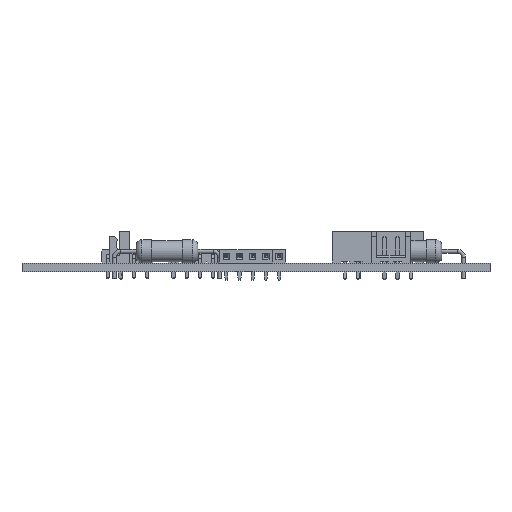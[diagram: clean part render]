
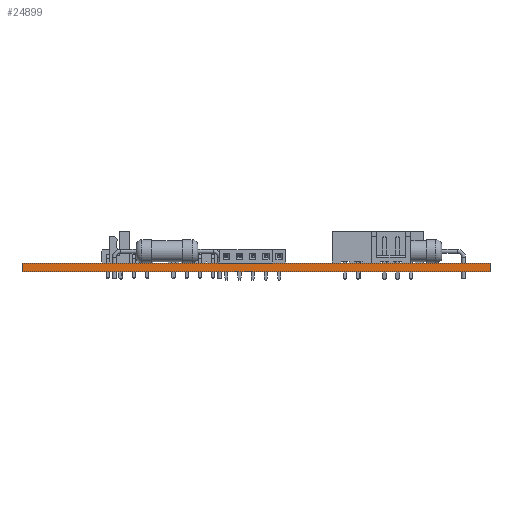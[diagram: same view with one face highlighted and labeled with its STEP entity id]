
A CAD part, left-side view. The second image highlights one B-rep face of the part: STEP entity #24899.
In plain terms, the highlighted planar face has unit normal (-1, -0.014, 0).
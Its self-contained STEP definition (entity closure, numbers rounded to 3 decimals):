
#24718 = PLANE('',#24719);
#24719 = AXIS2_PLACEMENT_3D('',#24720,#24721,#24722);
#24720 = CARTESIAN_POINT('',(187.96,-135.89,0.));
#24721 = DIRECTION('',(0.,-1.,0.));
#24722 = DIRECTION('',(-1.,0.,0.));
#24743 = VERTEX_POINT('',#24744);
#24744 = CARTESIAN_POINT('',(115.57,-135.89,1.6));
#24758 = PLANE('',#24759);
#24759 = AXIS2_PLACEMENT_3D('',#24760,#24761,#24762);
#24760 = CARTESIAN_POINT('',(151.445,-90.63,1.6));
#24761 = DIRECTION('',(0.,0.,-1.));
#24762 = DIRECTION('',(-1.,0.,0.));
#24770 = EDGE_CURVE('',#24771,#24743,#24773,.T.);
#24771 = VERTEX_POINT('',#24772);
#24772 = CARTESIAN_POINT('',(115.57,-135.89,0.));
#24773 = SURFACE_CURVE('',#24774,(#24778,#24785),.PCURVE_S1.);
#24774 = LINE('',#24775,#24776);
#24775 = CARTESIAN_POINT('',(115.57,-135.89,0.));
#24776 = VECTOR('',#24777,1.);
#24777 = DIRECTION('',(0.,0.,1.));
#24778 = PCURVE('',#24718,#24779);
#24779 = DEFINITIONAL_REPRESENTATION('',(#24780),#24784);
#24780 = LINE('',#24781,#24782);
#24781 = CARTESIAN_POINT('',(72.39,0.));
#24782 = VECTOR('',#24783,1.);
#24783 = DIRECTION('',(0.,-1.));
#24784 = ( GEOMETRIC_REPRESENTATION_CONTEXT(2) 
PARAMETRIC_REPRESENTATION_CONTEXT() REPRESENTATION_CONTEXT('2D SPACE',''
  ) );
#24785 = PCURVE('',#24786,#24791);
#24786 = PLANE('',#24787);
#24787 = AXIS2_PLACEMENT_3D('',#24788,#24789,#24790);
#24788 = CARTESIAN_POINT('',(115.57,-135.89,0.));
#24789 = DIRECTION('',(-1.,-0.014,0.));
#24790 = DIRECTION('',(-0.014,1.,0.));
#24791 = DEFINITIONAL_REPRESENTATION('',(#24792),#24796);
#24792 = LINE('',#24793,#24794);
#24793 = CARTESIAN_POINT('',(0.,0.));
#24794 = VECTOR('',#24795,1.);
#24795 = DIRECTION('',(0.,-1.));
#24796 = ( GEOMETRIC_REPRESENTATION_CONTEXT(2) 
PARAMETRIC_REPRESENTATION_CONTEXT() REPRESENTATION_CONTEXT('2D SPACE',''
  ) );
#24812 = PLANE('',#24813);
#24813 = AXIS2_PLACEMENT_3D('',#24814,#24815,#24816);
#24814 = CARTESIAN_POINT('',(151.445,-90.63,0.));
#24815 = DIRECTION('',(0.,0.,-1.));
#24816 = DIRECTION('',(-1.,0.,0.));
#24845 = PLANE('',#24846);
#24846 = AXIS2_PLACEMENT_3D('',#24847,#24848,#24849);
#24847 = CARTESIAN_POINT('',(114.3,-45.72,0.));
#24848 = DIRECTION('',(0.,1.,0.));
#24849 = DIRECTION('',(1.,0.,0.));
#24899 = ADVANCED_FACE('',(#24900),#24786,.T.);
#24900 = FACE_BOUND('',#24901,.T.);
#24901 = EDGE_LOOP('',(#24902,#24903,#24926,#24949));
#24902 = ORIENTED_EDGE('',*,*,#24770,.T.);
#24903 = ORIENTED_EDGE('',*,*,#24904,.T.);
#24904 = EDGE_CURVE('',#24743,#24905,#24907,.T.);
#24905 = VERTEX_POINT('',#24906);
#24906 = CARTESIAN_POINT('',(114.3,-45.72,1.6));
#24907 = SURFACE_CURVE('',#24908,(#24912,#24919),.PCURVE_S1.);
#24908 = LINE('',#24909,#24910);
#24909 = CARTESIAN_POINT('',(115.57,-135.89,1.6));
#24910 = VECTOR('',#24911,1.);
#24911 = DIRECTION('',(-0.014,1.,0.));
#24912 = PCURVE('',#24786,#24913);
#24913 = DEFINITIONAL_REPRESENTATION('',(#24914),#24918);
#24914 = LINE('',#24915,#24916);
#24915 = CARTESIAN_POINT('',(0.,-1.6));
#24916 = VECTOR('',#24917,1.);
#24917 = DIRECTION('',(1.,0.));
#24918 = ( GEOMETRIC_REPRESENTATION_CONTEXT(2) 
PARAMETRIC_REPRESENTATION_CONTEXT() REPRESENTATION_CONTEXT('2D SPACE',''
  ) );
#24919 = PCURVE('',#24758,#24920);
#24920 = DEFINITIONAL_REPRESENTATION('',(#24921),#24925);
#24921 = LINE('',#24922,#24923);
#24922 = CARTESIAN_POINT('',(35.875,-45.26));
#24923 = VECTOR('',#24924,1.);
#24924 = DIRECTION('',(0.014,1.));
#24925 = ( GEOMETRIC_REPRESENTATION_CONTEXT(2) 
PARAMETRIC_REPRESENTATION_CONTEXT() REPRESENTATION_CONTEXT('2D SPACE',''
  ) );
#24926 = ORIENTED_EDGE('',*,*,#24927,.F.);
#24927 = EDGE_CURVE('',#24928,#24905,#24930,.T.);
#24928 = VERTEX_POINT('',#24929);
#24929 = CARTESIAN_POINT('',(114.3,-45.72,0.));
#24930 = SURFACE_CURVE('',#24931,(#24935,#24942),.PCURVE_S1.);
#24931 = LINE('',#24932,#24933);
#24932 = CARTESIAN_POINT('',(114.3,-45.72,0.));
#24933 = VECTOR('',#24934,1.);
#24934 = DIRECTION('',(0.,0.,1.));
#24935 = PCURVE('',#24786,#24936);
#24936 = DEFINITIONAL_REPRESENTATION('',(#24937),#24941);
#24937 = LINE('',#24938,#24939);
#24938 = CARTESIAN_POINT('',(90.179,0.));
#24939 = VECTOR('',#24940,1.);
#24940 = DIRECTION('',(0.,-1.));
#24941 = ( GEOMETRIC_REPRESENTATION_CONTEXT(2) 
PARAMETRIC_REPRESENTATION_CONTEXT() REPRESENTATION_CONTEXT('2D SPACE',''
  ) );
#24942 = PCURVE('',#24845,#24943);
#24943 = DEFINITIONAL_REPRESENTATION('',(#24944),#24948);
#24944 = LINE('',#24945,#24946);
#24945 = CARTESIAN_POINT('',(0.,0.));
#24946 = VECTOR('',#24947,1.);
#24947 = DIRECTION('',(0.,-1.));
#24948 = ( GEOMETRIC_REPRESENTATION_CONTEXT(2) 
PARAMETRIC_REPRESENTATION_CONTEXT() REPRESENTATION_CONTEXT('2D SPACE',''
  ) );
#24949 = ORIENTED_EDGE('',*,*,#24950,.F.);
#24950 = EDGE_CURVE('',#24771,#24928,#24951,.T.);
#24951 = SURFACE_CURVE('',#24952,(#24956,#24963),.PCURVE_S1.);
#24952 = LINE('',#24953,#24954);
#24953 = CARTESIAN_POINT('',(115.57,-135.89,0.));
#24954 = VECTOR('',#24955,1.);
#24955 = DIRECTION('',(-0.014,1.,0.));
#24956 = PCURVE('',#24786,#24957);
#24957 = DEFINITIONAL_REPRESENTATION('',(#24958),#24962);
#24958 = LINE('',#24959,#24960);
#24959 = CARTESIAN_POINT('',(0.,0.));
#24960 = VECTOR('',#24961,1.);
#24961 = DIRECTION('',(1.,0.));
#24962 = ( GEOMETRIC_REPRESENTATION_CONTEXT(2) 
PARAMETRIC_REPRESENTATION_CONTEXT() REPRESENTATION_CONTEXT('2D SPACE',''
  ) );
#24963 = PCURVE('',#24812,#24964);
#24964 = DEFINITIONAL_REPRESENTATION('',(#24965),#24969);
#24965 = LINE('',#24966,#24967);
#24966 = CARTESIAN_POINT('',(35.875,-45.26));
#24967 = VECTOR('',#24968,1.);
#24968 = DIRECTION('',(0.014,1.));
#24969 = ( GEOMETRIC_REPRESENTATION_CONTEXT(2) 
PARAMETRIC_REPRESENTATION_CONTEXT() REPRESENTATION_CONTEXT('2D SPACE',''
  ) );
